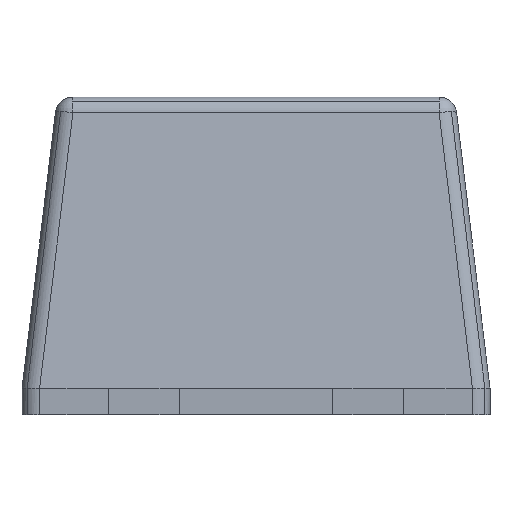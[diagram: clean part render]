
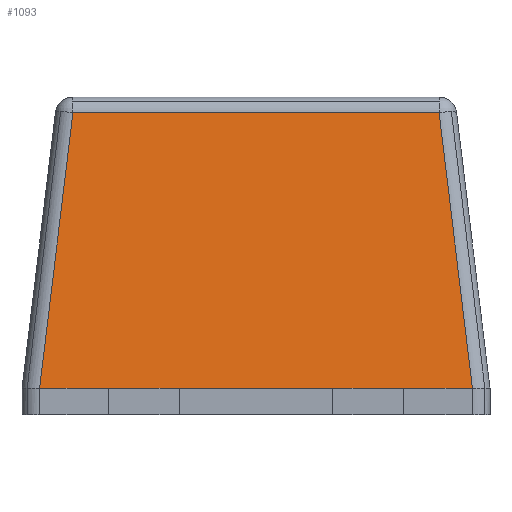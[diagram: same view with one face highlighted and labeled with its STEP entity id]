
A CAD part, left-side view. The second image highlights one B-rep face of the part: STEP entity #1093.
In plain terms, the highlighted planar face has unit normal (-0.993, 0, 0.12).
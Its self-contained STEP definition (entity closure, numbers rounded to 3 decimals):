
#89=CARTESIAN_POINT('',(-2.225,1.225,0.15));
#90=VERTEX_POINT('',#89);
#97=CARTESIAN_POINT('',(-2.225,1.226,0.15));
#98=VERTEX_POINT('',#97);
#99=CARTESIAN_POINT('',(-2.125,1.225,0.975));
#100=DIRECTION('',(0.993,0.0,-0.12));
#101=DIRECTION('',(-0.12,0.,-0.993));
#102=AXIS2_PLACEMENT_3D('',#99,#100,#101);
#103=ELLIPSE('',#102,0.831,0.1);
#104=EDGE_CURVE('',#90,#98,#103,.T.);
#304=CARTESIAN_POINT('',(-2.036,-1.036,1.712));
#305=VERTEX_POINT('',#304);
#313=CARTESIAN_POINT('',(-2.225,-1.226,0.15));
#314=VERTEX_POINT('',#313);
#315=CARTESIAN_POINT('',(-2.036,-1.036,1.712));
#316=DIRECTION('',(-0.119,-0.119,-0.986));
#317=VECTOR('',#316,1.585);
#318=LINE('',#315,#317);
#319=EDGE_CURVE('',#305,#314,#318,.T.);
#596=CARTESIAN_POINT('',(-2.225,-1.225,0.15));
#597=VERTEX_POINT('',#596);
#598=CARTESIAN_POINT('',(-2.125,-1.225,0.975));
#599=DIRECTION('',(0.993,0.0,-0.12));
#600=DIRECTION('',(-0.12,0.,-0.993));
#601=AXIS2_PLACEMENT_3D('',#598,#599,#600);
#602=ELLIPSE('',#601,0.831,0.1);
#603=EDGE_CURVE('',#314,#597,#602,.T.);
#663=CARTESIAN_POINT('',(-2.036,1.036,1.712));
#664=VERTEX_POINT('',#663);
#851=CARTESIAN_POINT('',(-2.036,1.036,1.712));
#852=DIRECTION('',(0.0,-1.0,0.0));
#853=VECTOR('',#852,2.073);
#854=LINE('',#851,#853);
#855=EDGE_CURVE('',#664,#305,#854,.T.);
#919=CARTESIAN_POINT('',(-2.225,1.226,0.15));
#920=DIRECTION('',(0.119,-0.119,0.986));
#921=VECTOR('',#920,1.585);
#922=LINE('',#919,#921);
#923=EDGE_CURVE('',#98,#664,#922,.T.);
#1003=CARTESIAN_POINT('',(-2.225,-0.835,0.15));
#1004=VERTEX_POINT('',#1003);
#1005=CARTESIAN_POINT('',(-2.225,-0.835,0.15));
#1006=DIRECTION('',(0.0,-1.0,0.0));
#1007=VECTOR('',#1006,0.39);
#1008=LINE('',#1005,#1007);
#1009=EDGE_CURVE('',#1004,#597,#1008,.T.);
#1050=CARTESIAN_POINT('',(-2.125,-0.663,0.975));
#1051=DIRECTION('',(-0.993,0.0,0.12));
#1052=DIRECTION('',(0.12,0.0,0.993));
#1053=AXIS2_PLACEMENT_3D('',#1050,#1051,#1052);
#1054=PLANE('',#1053);
#1055=ORIENTED_EDGE('',*,*,#603,.F.);
#1056=ORIENTED_EDGE('',*,*,#319,.F.);
#1057=ORIENTED_EDGE('',*,*,#855,.F.);
#1058=ORIENTED_EDGE('',*,*,#923,.F.);
#1059=ORIENTED_EDGE('',*,*,#104,.F.);
#1060=CARTESIAN_POINT('',(-2.225,0.835,0.15));
#1061=VERTEX_POINT('',#1060);
#1062=CARTESIAN_POINT('',(-2.225,1.225,0.15));
#1063=DIRECTION('',(0.0,-1.0,0.0));
#1064=VECTOR('',#1063,0.39);
#1065=LINE('',#1062,#1064);
#1066=EDGE_CURVE('',#90,#1061,#1065,.T.);
#1067=ORIENTED_EDGE('',*,*,#1066,.T.);
#1068=CARTESIAN_POINT('',(-2.225,0.435,0.15));
#1069=VERTEX_POINT('',#1068);
#1070=CARTESIAN_POINT('',(-2.225,0.835,0.15));
#1071=DIRECTION('',(0.0,-1.0,0.0));
#1072=VECTOR('',#1071,0.4);
#1073=LINE('',#1070,#1072);
#1074=EDGE_CURVE('',#1061,#1069,#1073,.T.);
#1075=ORIENTED_EDGE('',*,*,#1074,.T.);
#1076=CARTESIAN_POINT('',(-2.225,-0.435,0.15));
#1077=VERTEX_POINT('',#1076);
#1078=CARTESIAN_POINT('',(-2.225,0.435,0.15));
#1079=DIRECTION('',(0.0,-1.0,0.0));
#1080=VECTOR('',#1079,0.87);
#1081=LINE('',#1078,#1080);
#1082=EDGE_CURVE('',#1069,#1077,#1081,.T.);
#1083=ORIENTED_EDGE('',*,*,#1082,.T.);
#1084=CARTESIAN_POINT('',(-2.225,-0.435,0.15));
#1085=DIRECTION('',(0.0,-1.0,0.0));
#1086=VECTOR('',#1085,0.4);
#1087=LINE('',#1084,#1086);
#1088=EDGE_CURVE('',#1077,#1004,#1087,.T.);
#1089=ORIENTED_EDGE('',*,*,#1088,.T.);
#1090=ORIENTED_EDGE('',*,*,#1009,.T.);
#1091=EDGE_LOOP('',(#1055,#1056,#1057,#1058,#1059,#1067,#1075,#1083,#1089,#1090));
#1092=FACE_OUTER_BOUND('',#1091,.T.);
#1093=ADVANCED_FACE('',(#1092),#1054,.T.);
